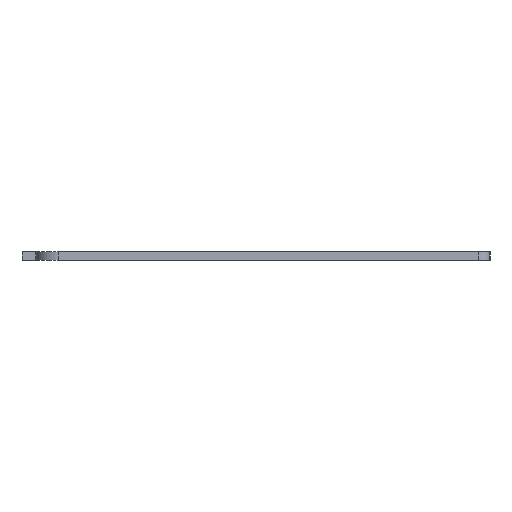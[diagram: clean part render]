
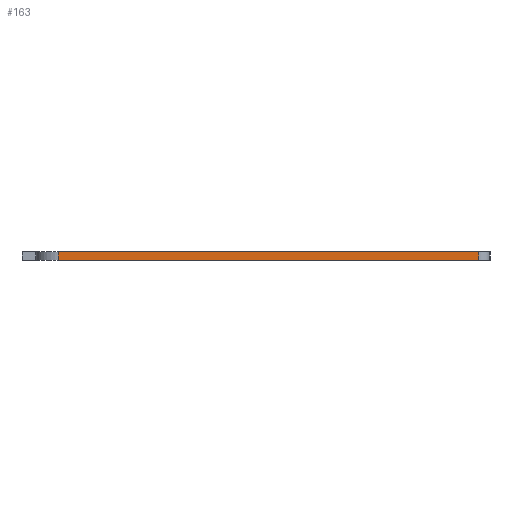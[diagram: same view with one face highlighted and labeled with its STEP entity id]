
A CAD part, left-side view. The second image highlights one B-rep face of the part: STEP entity #163.
In plain terms, the highlighted planar face has unit normal (-1, 0, 0).
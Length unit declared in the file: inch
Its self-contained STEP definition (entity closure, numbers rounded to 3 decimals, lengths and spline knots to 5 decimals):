
#63 = EDGE_CURVE ( 'NONE', #205, #457, #147, .T. ) ;
#86 = CARTESIAN_POINT ( 'NONE',  ( -6.3804, -2., -0.075 ) ) ;
#107 = ORIENTED_EDGE ( 'NONE', *, *, #447, .T. ) ;
#113 = DIRECTION ( 'NONE',  ( 0., 0., 1. ) ) ;
#117 = AXIS2_PLACEMENT_3D ( 'NONE', #86, #585, #113 ) ;
#129 = VECTOR ( 'NONE', #549, 39.37008 ) ;
#142 = VECTOR ( 'NONE', #558, 39.37008 ) ;
#147 = LINE ( 'NONE', #391, #142 ) ;
#163 = ADVANCED_FACE ( 'NONE', ( #421 ), #581, .T. ) ;
#167 = ORIENTED_EDGE ( 'NONE', *, *, #311, .F. ) ;
#169 = CARTESIAN_POINT ( 'NONE',  ( -6.3804, -1.88422, -0.075 ) ) ;
#182 = ORIENTED_EDGE ( 'NONE', *, *, #63, .T. ) ;
#204 = CARTESIAN_POINT ( 'NONE',  ( -6.3804, -1.88422, -0.075 ) ) ;
#205 = VERTEX_POINT ( 'NONE', #461 ) ;
#266 = LINE ( 'NONE', #204, #418 ) ;
#311 = EDGE_CURVE ( 'NONE', #205, #711, #495, .T. ) ;
#322 = LINE ( 'NONE', #455, #784 ) ;
#391 = CARTESIAN_POINT ( 'NONE',  ( -6.3804, 1.8, -0.075 ) ) ;
#415 = CARTESIAN_POINT ( 'NONE',  ( -6.3804, -1.88422, 0. ) ) ;
#418 = VECTOR ( 'NONE', #512, 39.37008 ) ;
#421 = FACE_OUTER_BOUND ( 'NONE', #448, .T. ) ;
#447 = EDGE_CURVE ( 'NONE', #457, #710, #322, .T. ) ;
#448 = EDGE_LOOP ( 'NONE', ( #107, #689, #167, #182 ) ) ;
#455 = CARTESIAN_POINT ( 'NONE',  ( -6.3804, -2., -0.075 ) ) ;
#457 = VERTEX_POINT ( 'NONE', #578 ) ;
#459 = DIRECTION ( 'NONE',  ( 0., -1., 0. ) ) ;
#461 = CARTESIAN_POINT ( 'NONE',  ( -6.3804, 1.8, 0. ) ) ;
#495 = LINE ( 'NONE', #740, #129 ) ;
#512 = DIRECTION ( 'NONE',  ( 0., 0., 1. ) ) ;
#544 = EDGE_CURVE ( 'NONE', #710, #711, #266, .T. ) ;
#549 = DIRECTION ( 'NONE',  ( 0., -1., 0. ) ) ;
#558 = DIRECTION ( 'NONE',  ( 0., 0., -1. ) ) ;
#578 = CARTESIAN_POINT ( 'NONE',  ( -6.3804, 1.8, -0.075 ) ) ;
#581 = PLANE ( 'NONE',  #117 ) ;
#585 = DIRECTION ( 'NONE',  ( -1., 0., 0. ) ) ;
#689 = ORIENTED_EDGE ( 'NONE', *, *, #544, .T. ) ;
#710 = VERTEX_POINT ( 'NONE', #169 ) ;
#711 = VERTEX_POINT ( 'NONE', #415 ) ;
#740 = CARTESIAN_POINT ( 'NONE',  ( -6.3804, -2., 0. ) ) ;
#784 = VECTOR ( 'NONE', #459, 39.37008 ) ;
